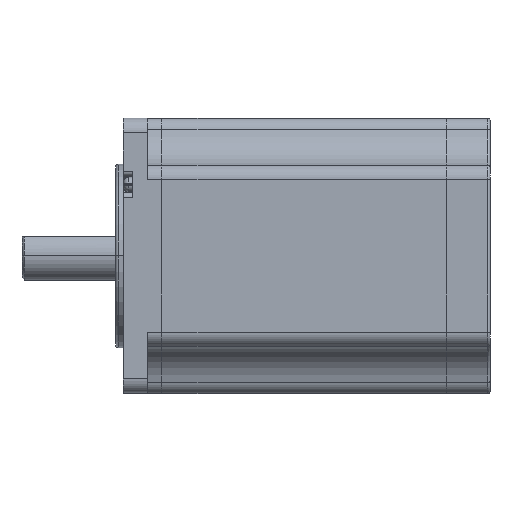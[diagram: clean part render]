
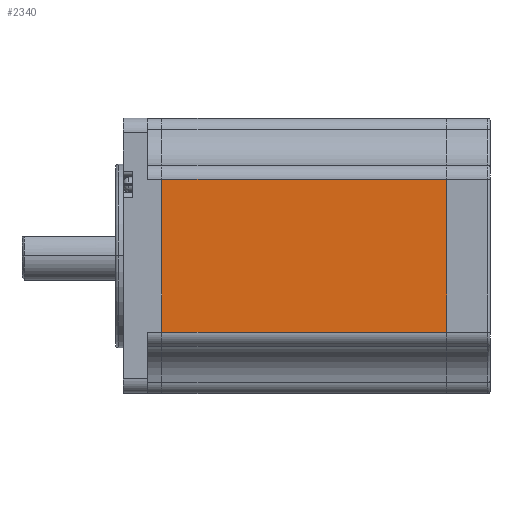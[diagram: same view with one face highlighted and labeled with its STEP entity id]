
A CAD part, top view. The second image highlights one B-rep face of the part: STEP entity #2340.
In plain terms, the highlighted planar face has unit normal (0, 0, 1).
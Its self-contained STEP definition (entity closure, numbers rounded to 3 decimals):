
#429 = ORIENTED_EDGE ( 'NONE', *, *, #5015, .T. ) ;
#734 = FACE_OUTER_BOUND ( 'NONE', #5619, .T. ) ;
#838 = LINE ( 'NONE', #4906, #2551 ) ;
#905 = ORIENTED_EDGE ( 'NONE', *, *, #8017, .T. ) ;
#987 = DIRECTION ( 'NONE',  ( 0., -1., 0. ) ) ;
#1328 = LINE ( 'NONE', #5979, #4068 ) ;
#1528 = CARTESIAN_POINT ( 'NONE',  ( -68., 15.851, 28.5 ) ) ;
#1547 = VERTEX_POINT ( 'NONE', #4788 ) ;
#1596 = VERTEX_POINT ( 'NONE', #1528 ) ;
#1922 = ORIENTED_EDGE ( 'NONE', *, *, #5351, .T. ) ;
#1973 = DIRECTION ( 'NONE',  ( 1., 0., 0. ) ) ;
#2251 = CARTESIAN_POINT ( 'NONE',  ( -9., -28.5, 28.5 ) ) ;
#2340 = ADVANCED_FACE ( 'NONE', ( #734 ), #8650, .T. ) ;
#2551 = VECTOR ( 'NONE', #987, 1000. ) ;
#2656 = LINE ( 'NONE', #6125, #3283 ) ;
#3068 = VECTOR ( 'NONE', #9113, 1000. ) ;
#3240 = CARTESIAN_POINT ( 'NONE',  ( -9., -15.851, 28.5 ) ) ;
#3283 = VECTOR ( 'NONE', #1973, 1000. ) ;
#3554 = LINE ( 'NONE', #7553, #3068 ) ;
#4068 = VECTOR ( 'NONE', #9189, 1000. ) ;
#4611 = EDGE_CURVE ( 'NONE', #10273, #1547, #3554, .T. ) ;
#4788 = CARTESIAN_POINT ( 'NONE',  ( -9., 15.851, 28.5 ) ) ;
#4906 = CARTESIAN_POINT ( 'NONE',  ( -68., -28.5, 28.5 ) ) ;
#5015 = EDGE_CURVE ( 'NONE', #1547, #1596, #1328, .T. ) ;
#5351 = EDGE_CURVE ( 'NONE', #1596, #6915, #838, .T. ) ;
#5497 = DIRECTION ( 'NONE',  ( 0., 0., 1. ) ) ;
#5619 = EDGE_LOOP ( 'NONE', ( #429, #1922, #905, #8358 ) ) ;
#5929 = AXIS2_PLACEMENT_3D ( 'NONE', #2251, #5497, #8699 ) ;
#5979 = CARTESIAN_POINT ( 'NONE',  ( -9., 15.851, 28.5 ) ) ;
#6125 = CARTESIAN_POINT ( 'NONE',  ( 0., -15.851, 28.5 ) ) ;
#6915 = VERTEX_POINT ( 'NONE', #9923 ) ;
#7553 = CARTESIAN_POINT ( 'NONE',  ( -9., -28.5, 28.5 ) ) ;
#8017 = EDGE_CURVE ( 'NONE', #6915, #10273, #2656, .T. ) ;
#8358 = ORIENTED_EDGE ( 'NONE', *, *, #4611, .T. ) ;
#8650 = PLANE ( 'NONE',  #5929 ) ;
#8699 = DIRECTION ( 'NONE',  ( 1., 0., 0. ) ) ;
#9113 = DIRECTION ( 'NONE',  ( 0., 1., 0. ) ) ;
#9189 = DIRECTION ( 'NONE',  ( -1., 0., 0. ) ) ;
#9923 = CARTESIAN_POINT ( 'NONE',  ( -68., -15.851, 28.5 ) ) ;
#10273 = VERTEX_POINT ( 'NONE', #3240 ) ;
